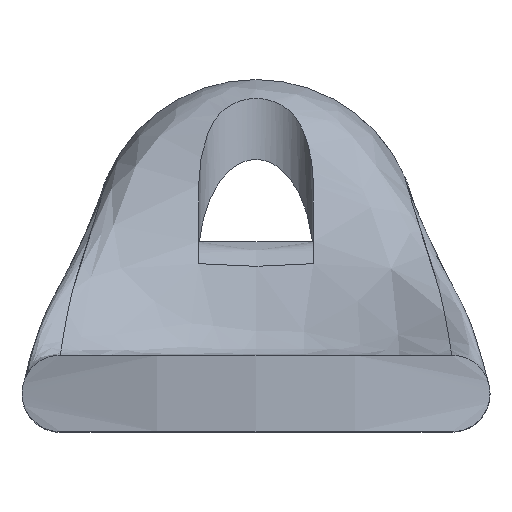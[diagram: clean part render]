
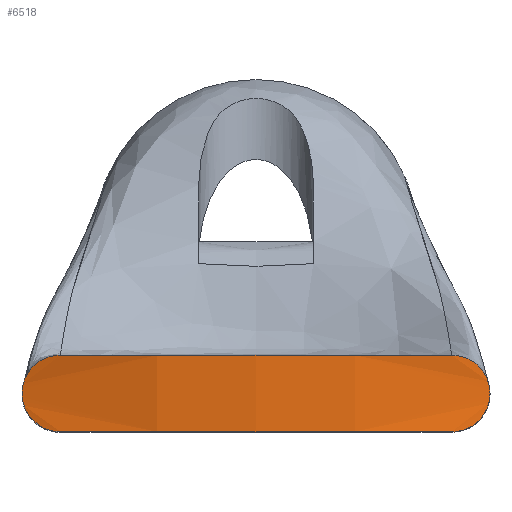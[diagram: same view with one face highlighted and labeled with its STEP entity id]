
A CAD part, top view. The second image highlights one B-rep face of the part: STEP entity #6518.
In plain terms, the highlighted cylindrical face has radius 40 mm (diameter 80 mm), a partial arc.
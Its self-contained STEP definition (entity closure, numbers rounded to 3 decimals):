
#4139=CARTESIAN_POINT('',(-10.25,-6.0,35.923));
#4140=VERTEX_POINT('',#4139);
#4149=CARTESIAN_POINT('',(10.25,-6.0,35.923));
#4150=VERTEX_POINT('',#4149);
#4151=CARTESIAN_POINT('',(0.,-6.0,-2.742));
#4152=DIRECTION('',(0.0,-1.0,0.0));
#4153=DIRECTION('',(-0.306,0.0,0.952));
#4154=AXIS2_PLACEMENT_3D('',#4151,#4152,#4153);
#4155=CIRCLE('',#4154,40.0);
#4156=EDGE_CURVE('',#4150,#4140,#4155,.T.);
#6443=CARTESIAN_POINT('',(0.,-10.0,-2.742));
#6444=DIRECTION('',(0.0,1.0,0.0));
#6445=DIRECTION('',(-0.306,0.0,0.952));
#6446=AXIS2_PLACEMENT_3D('',#6443,#6444,#6445);
#6447=CYLINDRICAL_SURFACE('',#6446,40.0);
#6448=CARTESIAN_POINT('',(-10.25,-10.0,35.923));
#6449=VERTEX_POINT('',#6448);
#6450=CARTESIAN_POINT('',(-12.25,-8.0,35.336));
#6451=VERTEX_POINT('',#6450);
#6452=CARTESIAN_POINT('',(-10.25,-10.0,35.923));
#6453=CARTESIAN_POINT('',(-10.503,-10.0,35.856));
#6454=CARTESIAN_POINT('',(-10.773,-9.949,35.781));
#6455=CARTESIAN_POINT('',(-11.269,-9.742,35.639));
#6456=CARTESIAN_POINT('',(-11.496,-9.585,35.571));
#6457=CARTESIAN_POINT('',(-11.848,-9.228,35.464));
#6458=CARTESIAN_POINT('',(-11.999,-9.006,35.416));
#6459=CARTESIAN_POINT('',(-12.2,-8.518,35.353));
#6460=CARTESIAN_POINT('',(-12.25,-8.251,35.336));
#6461=CARTESIAN_POINT('',(-12.25,-8.0,35.336));
#6462=B_SPLINE_CURVE_WITH_KNOTS('',3,(#6452,#6453,#6454,#6455,#6456,#6457,#6458,#6459,#6460,#6461),.UNSPECIFIED.,.F.,.U.,(4,2,2,2,4),(0.306,0.384,0.463,0.538,0.613),.UNSPECIFIED.);
#6463=EDGE_CURVE('',#6449,#6451,#6462,.T.);
#6464=ORIENTED_EDGE('',*,*,#6463,.F.);
#6465=CARTESIAN_POINT('',(10.25,-10.0,35.923));
#6466=VERTEX_POINT('',#6465);
#6467=CARTESIAN_POINT('',(0.,-10.0,-2.742));
#6468=DIRECTION('',(0.0,1.0,0.0));
#6469=DIRECTION('',(-0.306,0.0,0.952));
#6470=AXIS2_PLACEMENT_3D('',#6467,#6468,#6469);
#6471=CIRCLE('',#6470,40.0);
#6472=EDGE_CURVE('',#6449,#6466,#6471,.T.);
#6473=ORIENTED_EDGE('',*,*,#6472,.T.);
#6474=CARTESIAN_POINT('',(12.25,-8.0,35.336));
#6475=VERTEX_POINT('',#6474);
#6476=CARTESIAN_POINT('',(12.25,-8.0,35.336));
#6477=CARTESIAN_POINT('',(12.25,-8.251,35.336));
#6478=CARTESIAN_POINT('',(12.2,-8.518,35.353));
#6479=CARTESIAN_POINT('',(11.999,-9.006,35.416));
#6480=CARTESIAN_POINT('',(11.848,-9.228,35.464));
#6481=CARTESIAN_POINT('',(11.496,-9.585,35.571));
#6482=CARTESIAN_POINT('',(11.269,-9.742,35.639));
#6483=CARTESIAN_POINT('',(10.773,-9.949,35.781));
#6484=CARTESIAN_POINT('',(10.503,-10.0,35.856));
#6485=CARTESIAN_POINT('',(10.25,-10.0,35.923));
#6486=B_SPLINE_CURVE_WITH_KNOTS('',3,(#6476,#6477,#6478,#6479,#6480,#6481,#6482,#6483,#6484,#6485),.UNSPECIFIED.,.F.,.U.,(4,2,2,2,4),(0.613,0.689,0.764,0.842,0.921),.UNSPECIFIED.);
#6487=EDGE_CURVE('',#6475,#6466,#6486,.T.);
#6488=ORIENTED_EDGE('',*,*,#6487,.F.);
#6489=CARTESIAN_POINT('',(10.25,-6.,35.923));
#6490=CARTESIAN_POINT('',(10.503,-6.,35.856));
#6491=CARTESIAN_POINT('',(10.773,-6.051,35.781));
#6492=CARTESIAN_POINT('',(11.269,-6.258,35.639));
#6493=CARTESIAN_POINT('',(11.496,-6.415,35.571));
#6494=CARTESIAN_POINT('',(11.848,-6.772,35.464));
#6495=CARTESIAN_POINT('',(11.999,-6.994,35.416));
#6496=CARTESIAN_POINT('',(12.2,-7.482,35.353));
#6497=CARTESIAN_POINT('',(12.25,-7.749,35.336));
#6498=CARTESIAN_POINT('',(12.25,-8.0,35.336));
#6499=B_SPLINE_CURVE_WITH_KNOTS('',3,(#6489,#6490,#6491,#6492,#6493,#6494,#6495,#6496,#6497,#6498),.UNSPECIFIED.,.F.,.U.,(4,2,2,2,4),(0.919,0.998,1.076,1.151,1.227),.UNSPECIFIED.);
#6500=EDGE_CURVE('',#4150,#6475,#6499,.T.);
#6501=ORIENTED_EDGE('',*,*,#6500,.F.);
#6502=ORIENTED_EDGE('',*,*,#4156,.T.);
#6503=CARTESIAN_POINT('',(-12.25,-8.0,35.336));
#6504=CARTESIAN_POINT('',(-12.25,-7.749,35.336));
#6505=CARTESIAN_POINT('',(-12.2,-7.482,35.353));
#6506=CARTESIAN_POINT('',(-11.999,-6.994,35.416));
#6507=CARTESIAN_POINT('',(-11.848,-6.772,35.464));
#6508=CARTESIAN_POINT('',(-11.496,-6.415,35.571));
#6509=CARTESIAN_POINT('',(-11.269,-6.258,35.639));
#6510=CARTESIAN_POINT('',(-10.773,-6.051,35.781));
#6511=CARTESIAN_POINT('',(-10.503,-6.,35.856));
#6512=CARTESIAN_POINT('',(-10.25,-6.,35.923));
#6513=B_SPLINE_CURVE_WITH_KNOTS('',3,(#6503,#6504,#6505,#6506,#6507,#6508,#6509,#6510,#6511,#6512),.UNSPECIFIED.,.F.,.U.,(4,2,2,2,4),(1.227,1.302,1.377,1.456,1.534),.UNSPECIFIED.);
#6514=EDGE_CURVE('',#6451,#4140,#6513,.T.);
#6515=ORIENTED_EDGE('',*,*,#6514,.F.);
#6516=EDGE_LOOP('',(#6464,#6473,#6488,#6501,#6502,#6515));
#6517=FACE_OUTER_BOUND('',#6516,.T.);
#6518=ADVANCED_FACE('',(#6517),#6447,.T.);
